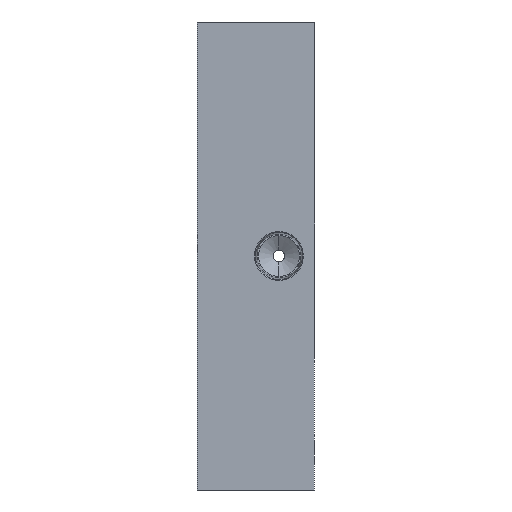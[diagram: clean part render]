
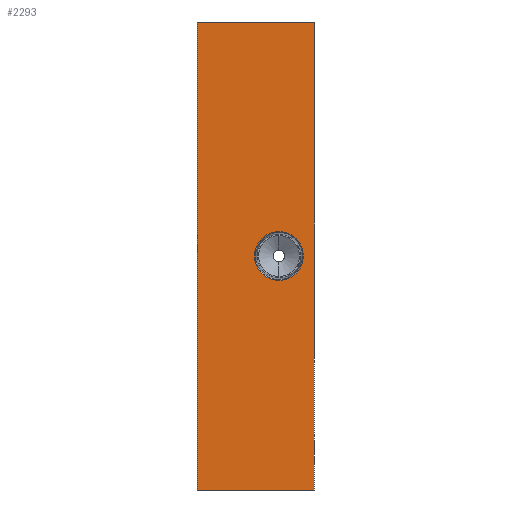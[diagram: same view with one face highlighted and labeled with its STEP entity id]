
A CAD part, front view. The second image highlights one B-rep face of the part: STEP entity #2293.
In plain terms, the highlighted planar face has unit normal (0, -1, 0).
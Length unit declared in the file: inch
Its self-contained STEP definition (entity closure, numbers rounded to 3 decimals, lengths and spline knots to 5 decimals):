
#95 = DIRECTION ( 'NONE',  ( -1., 0., 0. ) ) ;
#233 = DIRECTION ( 'NONE',  ( 0., -1., 0. ) ) ;
#239 = VECTOR ( 'NONE', #525, 39.37008 ) ;
#525 = DIRECTION ( 'NONE',  ( -1., 0., 0. ) ) ;
#585 = CARTESIAN_POINT ( 'NONE',  ( -0.38, -2.5, 0. ) ) ;
#672 = AXIS2_PLACEMENT_3D ( 'NONE', #3190, #233, #1904 ) ;
#682 = CARTESIAN_POINT ( 'NONE',  ( 0., -2.5, 2.5 ) ) ;
#734 = CARTESIAN_POINT ( 'NONE',  ( -1.25, -2.5, -2.5 ) ) ;
#1042 = CARTESIAN_POINT ( 'NONE',  ( 0., -2.5, -2.5 ) ) ;
#1111 = DIRECTION ( 'NONE',  ( 0., -1., 0. ) ) ;
#1190 = ORIENTED_EDGE ( 'NONE', *, *, #4710, .F. ) ;
#1397 = VECTOR ( 'NONE', #4011, 39.37008 ) ;
#1401 = VECTOR ( 'NONE', #95, 39.37008 ) ;
#1418 = DIRECTION ( 'NONE',  ( 0., 0., 1. ) ) ;
#1438 = ORIENTED_EDGE ( 'NONE', *, *, #3153, .F. ) ;
#1473 = VERTEX_POINT ( 'NONE', #734 ) ;
#1606 = VERTEX_POINT ( 'NONE', #3941 ) ;
#1636 = EDGE_CURVE ( 'NONE', #1606, #2800, #3581, .T. ) ;
#1686 = CARTESIAN_POINT ( 'NONE',  ( -0.38, -2.5, -0.26 ) ) ;
#1812 = VERTEX_POINT ( 'NONE', #682 ) ;
#1821 = CARTESIAN_POINT ( 'NONE',  ( 3.53553, -2.5, 2.5 ) ) ;
#1853 = CIRCLE ( 'NONE', #2739, 0.26 ) ;
#1863 = CARTESIAN_POINT ( 'NONE',  ( 0., -2.5, 0. ) ) ;
#1904 = DIRECTION ( 'NONE',  ( 0., 0., -1. ) ) ;
#1959 = PLANE ( 'NONE',  #672 ) ;
#1987 = CARTESIAN_POINT ( 'NONE',  ( -0.38, -2.5, 0. ) ) ;
#2128 = CARTESIAN_POINT ( 'NONE',  ( 3.53553, -2.5, -2.5 ) ) ;
#2156 = EDGE_CURVE ( 'NONE', #2800, #1606, #1853, .T. ) ;
#2248 = LINE ( 'NONE', #1821, #239 ) ;
#2293 = ADVANCED_FACE ( 'NONE', ( #3580, #4024 ), #1959, .T. ) ;
#2352 = LINE ( 'NONE', #4908, #3020 ) ;
#2623 = EDGE_CURVE ( 'NONE', #1812, #3697, #4819, .T. ) ;
#2739 = AXIS2_PLACEMENT_3D ( 'NONE', #1987, #1111, #3222 ) ;
#2800 = VERTEX_POINT ( 'NONE', #1686 ) ;
#3014 = ORIENTED_EDGE ( 'NONE', *, *, #4409, .T. ) ;
#3020 = VECTOR ( 'NONE', #1418, 39.37008 ) ;
#3153 = EDGE_CURVE ( 'NONE', #3697, #1473, #5129, .T. ) ;
#3190 = CARTESIAN_POINT ( 'NONE',  ( 3.53553, -2.5, 0. ) ) ;
#3222 = DIRECTION ( 'NONE',  ( 0., 0., -1. ) ) ;
#3289 = ORIENTED_EDGE ( 'NONE', *, *, #1636, .F. ) ;
#3548 = ORIENTED_EDGE ( 'NONE', *, *, #2156, .F. ) ;
#3580 = FACE_BOUND ( 'NONE', #3770, .T. ) ;
#3581 = CIRCLE ( 'NONE', #3834, 0.26 ) ;
#3697 = VERTEX_POINT ( 'NONE', #1042 ) ;
#3737 = VERTEX_POINT ( 'NONE', #5265 ) ;
#3770 = EDGE_LOOP ( 'NONE', ( #3548, #3289 ) ) ;
#3834 = AXIS2_PLACEMENT_3D ( 'NONE', #585, #4809, #4775 ) ;
#3941 = CARTESIAN_POINT ( 'NONE',  ( -0.38, -2.5, 0.26 ) ) ;
#4011 = DIRECTION ( 'NONE',  ( 0., 0., -1. ) ) ;
#4024 = FACE_OUTER_BOUND ( 'NONE', #4798, .T. ) ;
#4409 = EDGE_CURVE ( 'NONE', #1812, #3737, #2248, .T. ) ;
#4710 = EDGE_CURVE ( 'NONE', #1473, #3737, #2352, .T. ) ;
#4775 = DIRECTION ( 'NONE',  ( 0., 0., -1. ) ) ;
#4798 = EDGE_LOOP ( 'NONE', ( #5435, #3014, #1190, #1438 ) ) ;
#4809 = DIRECTION ( 'NONE',  ( 0., -1., 0. ) ) ;
#4819 = LINE ( 'NONE', #1863, #1397 ) ;
#4908 = CARTESIAN_POINT ( 'NONE',  ( -1.25, -2.5, 0. ) ) ;
#5129 = LINE ( 'NONE', #2128, #1401 ) ;
#5265 = CARTESIAN_POINT ( 'NONE',  ( -1.25, -2.5, 2.5 ) ) ;
#5435 = ORIENTED_EDGE ( 'NONE', *, *, #2623, .F. ) ;
